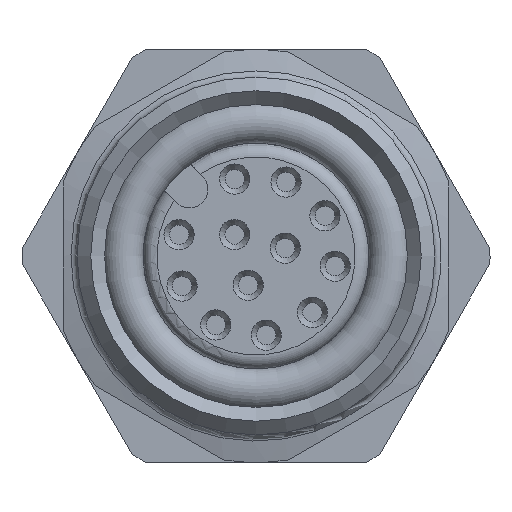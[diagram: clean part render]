
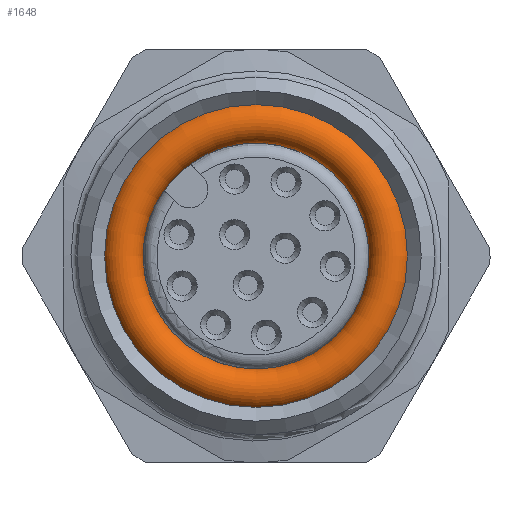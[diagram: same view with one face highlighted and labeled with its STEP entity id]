
A CAD part, left-side view. The second image highlights one B-rep face of the part: STEP entity #1648.
In plain terms, the highlighted toroidal (fillet/blend) face has major radius 4.85 mm and minor radius 0.75 mm.
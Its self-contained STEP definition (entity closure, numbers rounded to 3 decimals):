
#1648=ADVANCED_FACE('',(#1868),#1840,.T.);
#1840=TOROIDAL_SURFACE('',#2383,4.85,0.75);
#1868=FACE_BOUND('',#2164,.T.);
#2164=VERTEX_LOOP('',#2166);
#2166=VERTEX_POINT('',#3565);
#2383=AXIS2_PLACEMENT_3D('',#3566,#2764,#2765);
#2764=DIRECTION('',(1.,0.,0.));
#2765=DIRECTION('',(0.,0.,-1.));
#3565=CARTESIAN_POINT('',(8.45,0.,-5.6));
#3566=CARTESIAN_POINT('',(8.45,0.,0.));
